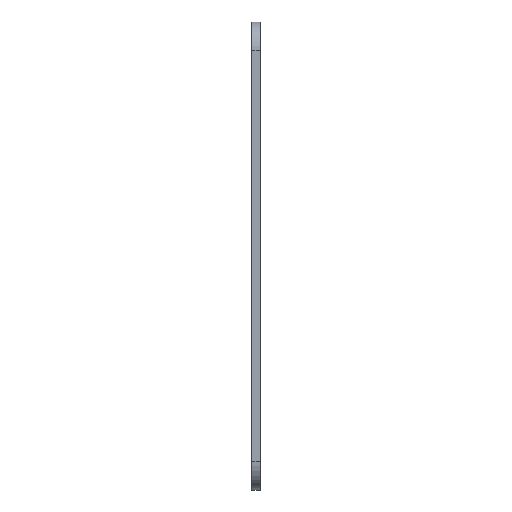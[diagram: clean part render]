
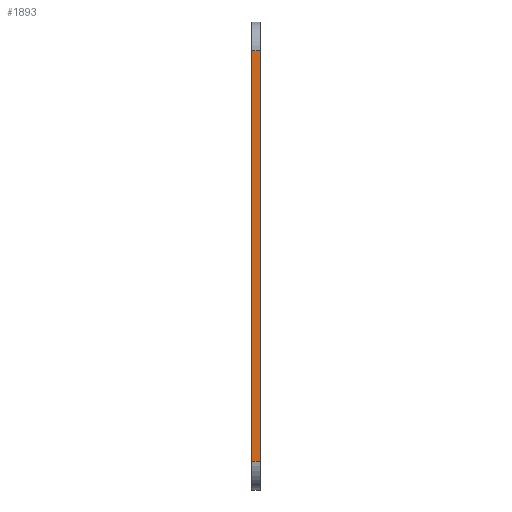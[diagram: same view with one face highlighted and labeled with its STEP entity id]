
A CAD part, left-side view. The second image highlights one B-rep face of the part: STEP entity #1893.
In plain terms, the highlighted planar face has unit normal (-1, 0, 0).
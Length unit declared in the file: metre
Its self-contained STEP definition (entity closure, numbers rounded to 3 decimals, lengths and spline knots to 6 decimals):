
#15=PLANE('',#2012);
#186=ORIENTED_EDGE('',*,*,#753,.F.);
#187=ORIENTED_EDGE('',*,*,#754,.T.);
#188=ORIENTED_EDGE('',*,*,#755,.T.);
#189=ORIENTED_EDGE('',*,*,#756,.T.);
#753=EDGE_CURVE('',#1036,#1037,#1221,.T.);
#754=EDGE_CURVE('',#1036,#1038,#1222,.F.);
#755=EDGE_CURVE('',#1038,#1039,#1223,.T.);
#756=EDGE_CURVE('',#1039,#1037,#1224,.T.);
#1036=VERTEX_POINT('',#2832);
#1037=VERTEX_POINT('',#2833);
#1038=VERTEX_POINT('',#2835);
#1039=VERTEX_POINT('',#2837);
#1221=LINE('',#2831,#1409);
#1222=LINE('',#2834,#1410);
#1223=LINE('',#2836,#1411);
#1224=LINE('',#2838,#1412);
#1409=VECTOR('',#2244,1.);
#1410=VECTOR('',#2245,1.);
#1411=VECTOR('',#2246,1.);
#1412=VECTOR('',#2247,1.);
#1585=EDGE_LOOP('',(#186,#187,#188,#189));
#1715=FACE_BOUND('',#1585,.T.);
#1893=ADVANCED_FACE('',(#1715),#15,.T.);
#2012=AXIS2_PLACEMENT_3D('',#2830,#2242,#2243);
#2242=DIRECTION('',(-1.,0.,0.));
#2243=DIRECTION('',(0.,0.,1.));
#2244=DIRECTION('',(0.,0.,-1.));
#2245=DIRECTION('',(0.,-1.,0.));
#2246=DIRECTION('',(0.,0.,-1.));
#2247=DIRECTION('',(0.,-1.,0.));
#2830=CARTESIAN_POINT('',(-0.039965,0.0015,0.000722));
#2831=CARTESIAN_POINT('',(-0.039965,0.,0.000722));
#2832=CARTESIAN_POINT('',(-0.039965,0.,0.036222));
#2833=CARTESIAN_POINT('',(-0.039965,0.,-0.034778));
#2834=CARTESIAN_POINT('',(-0.039965,0.0015,0.036222));
#2835=CARTESIAN_POINT('',(-0.039965,0.0015,0.036222));
#2836=CARTESIAN_POINT('',(-0.039965,0.0015,0.000722));
#2837=CARTESIAN_POINT('',(-0.039965,0.0015,-0.034778));
#2838=CARTESIAN_POINT('',(-0.039965,0.,-0.034778));
